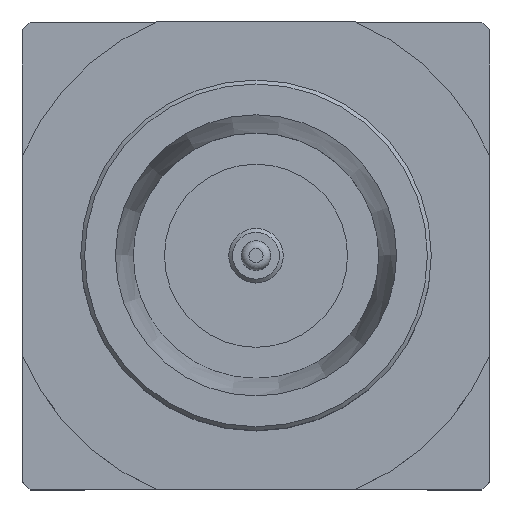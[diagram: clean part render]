
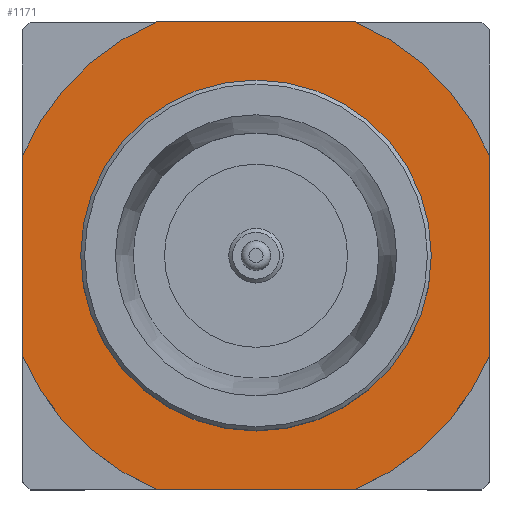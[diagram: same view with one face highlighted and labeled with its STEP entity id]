
A CAD part, top view. The second image highlights one B-rep face of the part: STEP entity #1171.
In plain terms, the highlighted planar face has unit normal (0, 0, 1).
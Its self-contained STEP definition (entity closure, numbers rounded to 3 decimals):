
#92=LINE('',#1706,#168);
#93=LINE('',#1708,#169);
#94=LINE('',#1710,#170);
#95=LINE('',#1711,#171);
#168=VECTOR('',#1465,1000.);
#169=VECTOR('',#1468,1000.);
#170=VECTOR('',#1471,1000.);
#171=VECTOR('',#1472,1000.);
#354=ORIENTED_EDGE('',*,*,#453,.T.);
#355=ORIENTED_EDGE('',*,*,#496,.T.);
#356=ORIENTED_EDGE('',*,*,#441,.T.);
#357=ORIENTED_EDGE('',*,*,#494,.F.);
#358=ORIENTED_EDGE('',*,*,#433,.T.);
#359=ORIENTED_EDGE('',*,*,#497,.F.);
#360=ORIENTED_EDGE('',*,*,#425,.T.);
#361=ORIENTED_EDGE('',*,*,#495,.T.);
#362=ORIENTED_EDGE('',*,*,#427,.T.);
#425=EDGE_CURVE('',#528,#527,#586,.T.);
#427=EDGE_CURVE('',#529,#530,#587,.T.);
#433=EDGE_CURVE('',#533,#534,#589,.T.);
#441=EDGE_CURVE('',#540,#539,#592,.T.);
#453=EDGE_CURVE('',#549,#549,#601,.T.);
#494=EDGE_CURVE('',#533,#539,#92,.T.);
#495=EDGE_CURVE('',#527,#529,#93,.T.);
#496=EDGE_CURVE('',#530,#540,#94,.T.);
#497=EDGE_CURVE('',#528,#534,#95,.T.);
#527=VERTEX_POINT('',#1563);
#528=VERTEX_POINT('',#1565);
#529=VERTEX_POINT('',#1569);
#530=VERTEX_POINT('',#1570);
#533=VERTEX_POINT('',#1581);
#534=VERTEX_POINT('',#1582);
#539=VERTEX_POINT('',#1596);
#540=VERTEX_POINT('',#1598);
#549=VERTEX_POINT('',#1626);
#586=CIRCLE('',#1206,3.261);
#587=CIRCLE('',#1208,3.261);
#589=CIRCLE('',#1212,3.261);
#592=CIRCLE('',#1217,3.261);
#601=CIRCLE('',#1233,2.25);
#661=EDGE_LOOP('',(#354));
#662=EDGE_LOOP('',(#355,#356,#357,#358,#359,#360,#361,#362));
#731=FACE_BOUND('',#661,.T.);
#732=FACE_BOUND('',#662,.T.);
#774=PLANE('',#1250);
#1171=ADVANCED_FACE('',(#731,#732),#774,.T.);
#1206=AXIS2_PLACEMENT_3D('',#1564,#1326,#1327);
#1208=AXIS2_PLACEMENT_3D('',#1568,#1331,#1332);
#1212=AXIS2_PLACEMENT_3D('',#1580,#1343,#1344);
#1217=AXIS2_PLACEMENT_3D('',#1597,#1358,#1359);
#1233=AXIS2_PLACEMENT_3D('',#1625,#1393,#1394);
#1250=AXIS2_PLACEMENT_3D('',#1709,#1469,#1470);
#1326=DIRECTION('',(0.,0.,1.));
#1327=DIRECTION('',(1.,0.,0.));
#1331=DIRECTION('',(0.,0.,1.));
#1332=DIRECTION('',(1.,0.,0.));
#1343=DIRECTION('',(0.,0.,1.));
#1344=DIRECTION('',(1.,0.,0.));
#1358=DIRECTION('',(0.,0.,1.));
#1359=DIRECTION('',(1.,0.,0.));
#1393=DIRECTION('',(0.,0.,-1.));
#1394=DIRECTION('',(0.,1.,0.));
#1465=DIRECTION('',(1.,0.,0.));
#1468=DIRECTION('',(1.,0.,0.));
#1469=DIRECTION('',(0.,0.,1.));
#1470=DIRECTION('',(1.,0.,0.));
#1471=DIRECTION('',(0.,1.,0.));
#1472=DIRECTION('',(0.,1.,0.));
#1563=CARTESIAN_POINT('',(-1.278,-3.,0.7));
#1564=CARTESIAN_POINT('',(0.,0.,0.7));
#1565=CARTESIAN_POINT('',(-3.,-1.278,0.7));
#1568=CARTESIAN_POINT('',(0.,0.,0.7));
#1569=CARTESIAN_POINT('',(1.278,-3.,0.7));
#1570=CARTESIAN_POINT('',(3.,-1.278,0.7));
#1580=CARTESIAN_POINT('',(0.,0.,0.7));
#1581=CARTESIAN_POINT('',(-1.278,3.,0.7));
#1582=CARTESIAN_POINT('',(-3.,1.278,0.7));
#1596=CARTESIAN_POINT('',(1.278,3.,0.7));
#1597=CARTESIAN_POINT('',(0.,0.,0.7));
#1598=CARTESIAN_POINT('',(3.,1.278,0.7));
#1625=CARTESIAN_POINT('',(0.,0.,0.7));
#1626=CARTESIAN_POINT('',(0.,2.25,0.7));
#1706=CARTESIAN_POINT('',(-3.,3.,0.7));
#1708=CARTESIAN_POINT('',(-3.,-3.,0.7));
#1709=CARTESIAN_POINT('',(-3.,-3.,0.7));
#1710=CARTESIAN_POINT('',(3.,-3.,0.7));
#1711=CARTESIAN_POINT('',(-3.,-3.,0.7));
